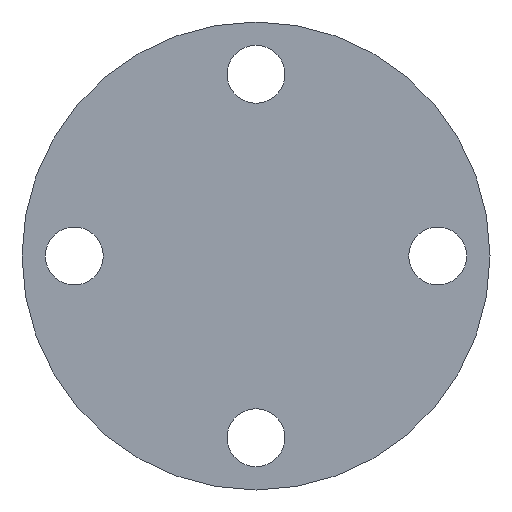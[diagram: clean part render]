
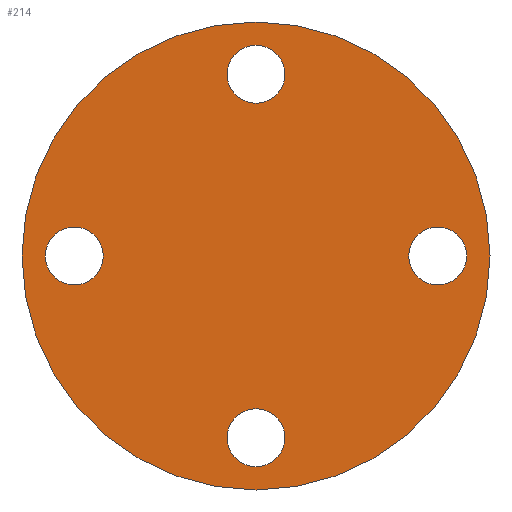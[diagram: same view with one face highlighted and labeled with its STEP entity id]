
A CAD part, front view. The second image highlights one B-rep face of the part: STEP entity #214.
In plain terms, the highlighted planar face has unit normal (0, -1, 0).
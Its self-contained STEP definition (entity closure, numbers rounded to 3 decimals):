
#1 = DIRECTION ( 'NONE',  ( 0., 1., 0. ) ) ;
#5 = CARTESIAN_POINT ( 'NONE',  ( -49.3, 0., 0. ) ) ;
#23 = CIRCLE ( 'NONE', #100, 7.85 ) ;
#24 = AXIS2_PLACEMENT_3D ( 'NONE', #434, #108, #149 ) ;
#26 = ORIENTED_EDGE ( 'NONE', *, *, #543, .T. ) ;
#29 = CARTESIAN_POINT ( 'NONE',  ( 0., 0., 49.3 ) ) ;
#32 = DIRECTION ( 'NONE',  ( 0., 1., 0. ) ) ;
#33 = EDGE_CURVE ( 'NONE', #316, #334, #271, .T. ) ;
#35 = ORIENTED_EDGE ( 'NONE', *, *, #273, .F. ) ;
#59 = DIRECTION ( 'NONE',  ( 0., 0., -1. ) ) ;
#60 = DIRECTION ( 'NONE',  ( -1., 0., 0. ) ) ;
#65 = FACE_BOUND ( 'NONE', #456, .T. ) ;
#69 = AXIS2_PLACEMENT_3D ( 'NONE', #231, #278, #60 ) ;
#74 = CARTESIAN_POINT ( 'NONE',  ( 0., 0., -49.3 ) ) ;
#83 = ORIENTED_EDGE ( 'NONE', *, *, #455, .F. ) ;
#90 = ORIENTED_EDGE ( 'NONE', *, *, #191, .T. ) ;
#100 = AXIS2_PLACEMENT_3D ( 'NONE', #5, #478, #264 ) ;
#105 = CARTESIAN_POINT ( 'NONE',  ( -57.15, 0., 0. ) ) ;
#107 = AXIS2_PLACEMENT_3D ( 'NONE', #248, #458, #416 ) ;
#108 = DIRECTION ( 'NONE',  ( 0., 1., 0. ) ) ;
#117 = ORIENTED_EDGE ( 'NONE', *, *, #238, .T. ) ;
#121 = EDGE_LOOP ( 'NONE', ( #370, #117 ) ) ;
#124 = EDGE_LOOP ( 'NONE', ( #324, #90 ) ) ;
#132 = VERTEX_POINT ( 'NONE', #183 ) ;
#134 = AXIS2_PLACEMENT_3D ( 'NONE', #518, #474, #59 ) ;
#143 = AXIS2_PLACEMENT_3D ( 'NONE', #237, #355, #519 ) ;
#149 = DIRECTION ( 'NONE',  ( 1., 0., 0. ) ) ;
#153 = EDGE_CURVE ( 'NONE', #155, #501, #23, .T. ) ;
#154 = CARTESIAN_POINT ( 'NONE',  ( 0., 0., -49.3 ) ) ;
#155 = VERTEX_POINT ( 'NONE', #426 ) ;
#160 = CARTESIAN_POINT ( 'NONE',  ( 49.3, 0., 0. ) ) ;
#170 = AXIS2_PLACEMENT_3D ( 'NONE', #74, #380, #500 ) ;
#183 = CARTESIAN_POINT ( 'NONE',  ( 0., 0., -57.15 ) ) ;
#184 = CARTESIAN_POINT ( 'NONE',  ( 0., 0., -63.5 ) ) ;
#191 = EDGE_CURVE ( 'NONE', #501, #155, #430, .T. ) ;
#194 = CARTESIAN_POINT ( 'NONE',  ( 0., 0., 63.5 ) ) ;
#200 = DIRECTION ( 'NONE',  ( 0., 0., 1. ) ) ;
#202 = DIRECTION ( 'NONE',  ( 0., 0., 1. ) ) ;
#214 = ADVANCED_FACE ( 'NONE', ( #321, #280, #440, #65, #357 ), #323, .F. ) ;
#217 = AXIS2_PLACEMENT_3D ( 'NONE', #29, #396, #315 ) ;
#225 = CIRCLE ( 'NONE', #107, 63.5 ) ;
#231 = CARTESIAN_POINT ( 'NONE',  ( 49.3, 0., 0. ) ) ;
#236 = VERTEX_POINT ( 'NONE', #398 ) ;
#237 = CARTESIAN_POINT ( 'NONE',  ( 0., 0., 0. ) ) ;
#238 = EDGE_CURVE ( 'NONE', #348, #236, #550, .T. ) ;
#240 = AXIS2_PLACEMENT_3D ( 'NONE', #160, #1, #329 ) ;
#248 = CARTESIAN_POINT ( 'NONE',  ( 0., 0., 0. ) ) ;
#250 = CIRCLE ( 'NONE', #317, 7.85 ) ;
#261 = VERTEX_POINT ( 'NONE', #184 ) ;
#264 = DIRECTION ( 'NONE',  ( 1., 0., 0. ) ) ;
#268 = ORIENTED_EDGE ( 'NONE', *, *, #371, .T. ) ;
#271 = CIRCLE ( 'NONE', #134, 7.85 ) ;
#273 = EDGE_CURVE ( 'NONE', #537, #261, #311, .T. ) ;
#278 = DIRECTION ( 'NONE',  ( 0., 1., 0. ) ) ;
#280 = FACE_BOUND ( 'NONE', #411, .T. ) ;
#297 = VERTEX_POINT ( 'NONE', #325 ) ;
#304 = CIRCLE ( 'NONE', #240, 7.85 ) ;
#311 = CIRCLE ( 'NONE', #143, 63.5 ) ;
#315 = DIRECTION ( 'NONE',  ( 0., 0., -1. ) ) ;
#316 = VERTEX_POINT ( 'NONE', #528 ) ;
#317 = AXIS2_PLACEMENT_3D ( 'NONE', #154, #32, #202 ) ;
#318 = DIRECTION ( 'NONE',  ( 0., 1., 0. ) ) ;
#321 = FACE_BOUND ( 'NONE', #124, .T. ) ;
#323 = PLANE ( 'NONE',  #404 ) ;
#324 = ORIENTED_EDGE ( 'NONE', *, *, #153, .T. ) ;
#325 = CARTESIAN_POINT ( 'NONE',  ( 0., 0., -41.45 ) ) ;
#329 = DIRECTION ( 'NONE',  ( -1., 0., 0. ) ) ;
#334 = VERTEX_POINT ( 'NONE', #359 ) ;
#342 = ORIENTED_EDGE ( 'NONE', *, *, #495, .T. ) ;
#348 = VERTEX_POINT ( 'NONE', #503 ) ;
#355 = DIRECTION ( 'NONE',  ( 0., 1., 0. ) ) ;
#357 = FACE_OUTER_BOUND ( 'NONE', #464, .T. ) ;
#359 = CARTESIAN_POINT ( 'NONE',  ( 0., 0., 57.15 ) ) ;
#367 = ORIENTED_EDGE ( 'NONE', *, *, #33, .T. ) ;
#370 = ORIENTED_EDGE ( 'NONE', *, *, #425, .T. ) ;
#371 = EDGE_CURVE ( 'NONE', #297, #132, #459, .T. ) ;
#380 = DIRECTION ( 'NONE',  ( 0., 1., 0. ) ) ;
#395 = CARTESIAN_POINT ( 'NONE',  ( 0., 0., 0. ) ) ;
#396 = DIRECTION ( 'NONE',  ( 0., 1., 0. ) ) ;
#398 = CARTESIAN_POINT ( 'NONE',  ( 41.45, 0., 0. ) ) ;
#404 = AXIS2_PLACEMENT_3D ( 'NONE', #395, #318, #200 ) ;
#411 = EDGE_LOOP ( 'NONE', ( #367, #342 ) ) ;
#416 = DIRECTION ( 'NONE',  ( 0., 0., 1. ) ) ;
#425 = EDGE_CURVE ( 'NONE', #236, #348, #304, .T. ) ;
#426 = CARTESIAN_POINT ( 'NONE',  ( -41.45, 0., 0. ) ) ;
#430 = CIRCLE ( 'NONE', #24, 7.85 ) ;
#434 = CARTESIAN_POINT ( 'NONE',  ( -49.3, 0., 0. ) ) ;
#440 = FACE_BOUND ( 'NONE', #121, .T. ) ;
#455 = EDGE_CURVE ( 'NONE', #261, #537, #225, .T. ) ;
#456 = EDGE_LOOP ( 'NONE', ( #268, #26 ) ) ;
#458 = DIRECTION ( 'NONE',  ( 0., 1., 0. ) ) ;
#459 = CIRCLE ( 'NONE', #170, 7.85 ) ;
#464 = EDGE_LOOP ( 'NONE', ( #83, #35 ) ) ;
#474 = DIRECTION ( 'NONE',  ( 0., 1., 0. ) ) ;
#478 = DIRECTION ( 'NONE',  ( 0., 1., 0. ) ) ;
#484 = CIRCLE ( 'NONE', #217, 7.85 ) ;
#495 = EDGE_CURVE ( 'NONE', #334, #316, #484, .T. ) ;
#500 = DIRECTION ( 'NONE',  ( 0., 0., 1. ) ) ;
#501 = VERTEX_POINT ( 'NONE', #105 ) ;
#503 = CARTESIAN_POINT ( 'NONE',  ( 57.15, 0., 0. ) ) ;
#518 = CARTESIAN_POINT ( 'NONE',  ( 0., 0., 49.3 ) ) ;
#519 = DIRECTION ( 'NONE',  ( 0., 0., 1. ) ) ;
#528 = CARTESIAN_POINT ( 'NONE',  ( 0., 0., 41.45 ) ) ;
#537 = VERTEX_POINT ( 'NONE', #194 ) ;
#543 = EDGE_CURVE ( 'NONE', #132, #297, #250, .T. ) ;
#550 = CIRCLE ( 'NONE', #69, 7.85 ) ;
